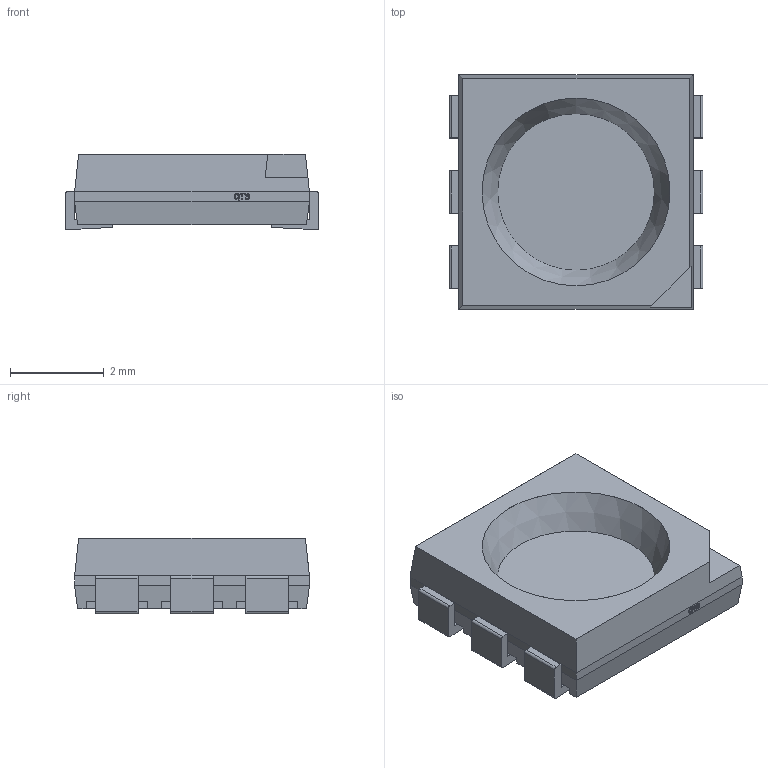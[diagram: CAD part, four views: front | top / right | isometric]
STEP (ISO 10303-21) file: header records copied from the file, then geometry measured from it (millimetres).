
FILE_DESCRIPTION(/* description */ (''),/* implementation_level */ '2;1');
FILE_NAME(/* name */ '5fab1251ec18cb0e88eac865',/* time_stamp */ '2020-11-10T22:21:06+00:00',/* author */ (''),/* organization */ (''),/* preprocessor_version */ 'ST-DEVELOPER v16.7',/* originating_system */ $,/* authorisation */ $);
FILE_SCHEMA (('AUTOMOTIVE_DESIGN {1 0 10303 214 3 1 1}'));
Length unit declared in the file: metre
Products named in the file (9): QBLP679E-RGB; ML-L; ML-R; Substrate; Black Face; TL-L; TL-R; LL-R; LL-L
Assembly tree (8 placements, depth 2):
  QBLP679E-RGB
    ML-L
    ML-R
    Substrate
    Black Face
    TL-L
    TL-R
    LL-R
    LL-L
Bounding box: 5.4 x 5 x 1.61 mm (x, y, z)
Volume: 28.6 mm3; surface area: 129.3 mm2
Topology: 8 solids, 8 shells, 177 faces, 443 edges, 291 vertices
Faces by surface type: plane 133, cylinder 33, bspline 8, cone 2, torus 1
Full cylindrical faces by diameter (mm): 0.4 x1, 4 x2
Entity records: 5479 total; most frequent: CARTESIAN_POINT 1053, ORIENTED_EDGE 874, DIRECTION 830, EDGE_CURVE 437, LINE 334, VECTOR 334, VERTEX_POINT 291, AXIS2_PLACEMENT_3D 248
